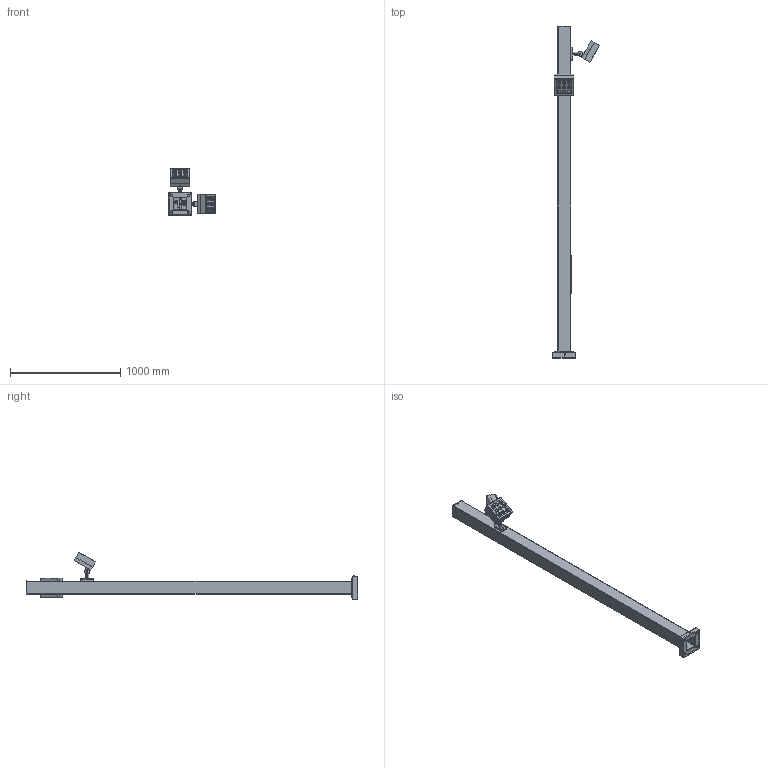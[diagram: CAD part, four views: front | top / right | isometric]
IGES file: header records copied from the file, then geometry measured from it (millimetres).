
Start section: SolidWorks IGES file using analytic representation for surfaces
Global section: file name: quadra-2Ï(45)-3-(Ê200-150-4õ20)-ö+ïî.IGS; native system: SolidWorks 2020; preprocessor: SolidWorks 2020; author: Åêàòåðèíà; date: 210712.165302; units: millimetre
Bounding box: 426.18 x 3015.72 x 429.48 mm (x, y, z)
Surface area: 3597770.4 mm2 (no closed solid volume)
Topology: 0 solids, 0 shells, 1208 faces, 14284 edges, 14268 vertices
Faces by surface type: bspline 660, revolution 548
